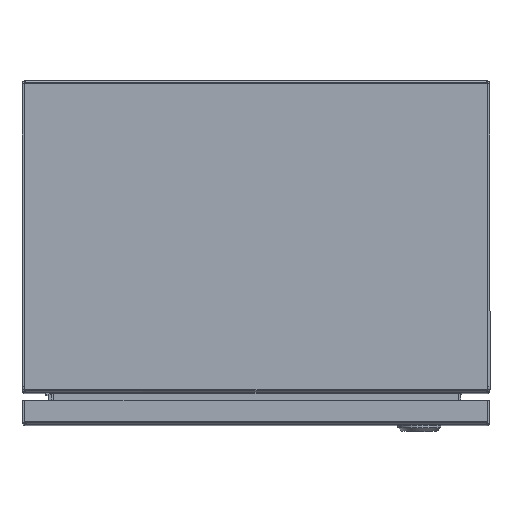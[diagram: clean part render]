
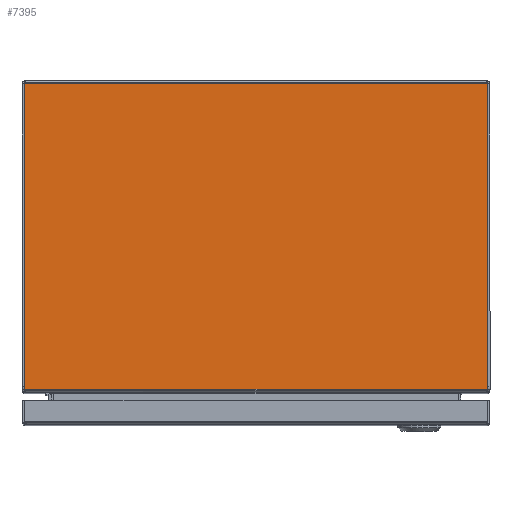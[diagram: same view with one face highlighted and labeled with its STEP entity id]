
A CAD part, top view. The second image highlights one B-rep face of the part: STEP entity #7395.
In plain terms, the highlighted planar face has unit normal (0, 0, 1).
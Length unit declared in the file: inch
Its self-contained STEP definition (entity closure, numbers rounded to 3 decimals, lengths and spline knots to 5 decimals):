
#574 = ORIENTED_EDGE ( 'NONE', *, *, #15223, .F. ) ;
#612 = LINE ( 'NONE', #10676, #6425 ) ;
#697 = CARTESIAN_POINT ( 'NONE',  ( -5.94289, -0.086, 10. ) ) ;
#769 = ORIENTED_EDGE ( 'NONE', *, *, #7466, .F. ) ;
#1274 = FACE_OUTER_BOUND ( 'NONE', #9479, .T. ) ;
#1392 = EDGE_CURVE ( 'NONE', #15408, #21351, #12413, .T. ) ;
#1528 = VERTEX_POINT ( 'NONE', #7647 ) ;
#1718 = ORIENTED_EDGE ( 'NONE', *, *, #18717, .F. ) ;
#2337 = DIRECTION ( 'NONE',  ( -1., 0., 0. ) ) ;
#2366 = DIRECTION ( 'NONE',  ( 0., 1., 0. ) ) ;
#2925 = DIRECTION ( 'NONE',  ( 0., 0., -1. ) ) ;
#4408 = CARTESIAN_POINT ( 'NONE',  ( 41.4415, -0.057, 10. ) ) ;
#4537 = CARTESIAN_POINT ( 'NONE',  ( 5.94289, -0.057, 10. ) ) ;
#4829 = CIRCLE ( 'NONE', #16913, 0.25 ) ;
#4858 = DIRECTION ( 'NONE',  ( 0., -1., 0. ) ) ;
#5576 = DIRECTION ( 'NONE',  ( 1., 0., 0. ) ) ;
#5801 = VECTOR ( 'NONE', #20153, 39.37008 ) ;
#6064 = CARTESIAN_POINT ( 'NONE',  ( -5.69289, -7.85258, 10. ) ) ;
#6328 = AXIS2_PLACEMENT_3D ( 'NONE', #7144, #14058, #2366 ) ;
#6425 = VECTOR ( 'NONE', #5576, 39.37008 ) ;
#7114 = CARTESIAN_POINT ( 'NONE',  ( 41.4415, -7.914, 10. ) ) ;
#7144 = CARTESIAN_POINT ( 'NONE',  ( 5.69289, -7.85258, 10. ) ) ;
#7395 = ADVANCED_FACE ( 'NONE', ( #1274 ), #15873, .F. ) ;
#7466 = EDGE_CURVE ( 'NONE', #12533, #19749, #612, .T. ) ;
#7590 = DIRECTION ( 'NONE',  ( 0., 1., 0. ) ) ;
#7647 = CARTESIAN_POINT ( 'NONE',  ( 5.94289, -7.85258, 10. ) ) ;
#9084 = CIRCLE ( 'NONE', #6328, 0.25 ) ;
#9479 = EDGE_LOOP ( 'NONE', ( #1718, #18060, #16939, #17197, #769, #574 ) ) ;
#10338 = VECTOR ( 'NONE', #4858, 39.37008 ) ;
#10676 = CARTESIAN_POINT ( 'NONE',  ( -5.914, -0.086, 10. ) ) ;
#11062 = CARTESIAN_POINT ( 'NONE',  ( 5.94289, -0.086, 10. ) ) ;
#12413 = LINE ( 'NONE', #7114, #12921 ) ;
#12469 = CARTESIAN_POINT ( 'NONE',  ( 5.93523, -7.914, 10. ) ) ;
#12533 = VERTEX_POINT ( 'NONE', #697 ) ;
#12921 = VECTOR ( 'NONE', #2337, 39.37008 ) ;
#12947 = VERTEX_POINT ( 'NONE', #19368 ) ;
#12960 = CARTESIAN_POINT ( 'NONE',  ( -5.93523, -7.914, 10. ) ) ;
#14058 = DIRECTION ( 'NONE',  ( 0., 0., -1. ) ) ;
#14274 = LINE ( 'NONE', #4537, #10338 ) ;
#14370 = AXIS2_PLACEMENT_3D ( 'NONE', #4408, #17399, #14471 ) ;
#14471 = DIRECTION ( 'NONE',  ( 0., 1., 0. ) ) ;
#15223 = EDGE_CURVE ( 'NONE', #12947, #12533, #16359, .T. ) ;
#15408 = VERTEX_POINT ( 'NONE', #12469 ) ;
#15873 = PLANE ( 'NONE',  #14370 ) ;
#16359 = LINE ( 'NONE', #21358, #5801 ) ;
#16363 = EDGE_CURVE ( 'NONE', #19749, #1528, #14274, .T. ) ;
#16913 = AXIS2_PLACEMENT_3D ( 'NONE', #6064, #2925, #7590 ) ;
#16939 = ORIENTED_EDGE ( 'NONE', *, *, #20767, .F. ) ;
#17197 = ORIENTED_EDGE ( 'NONE', *, *, #16363, .F. ) ;
#17399 = DIRECTION ( 'NONE',  ( 0., 0., -1. ) ) ;
#18060 = ORIENTED_EDGE ( 'NONE', *, *, #1392, .F. ) ;
#18717 = EDGE_CURVE ( 'NONE', #21351, #12947, #4829, .T. ) ;
#19368 = CARTESIAN_POINT ( 'NONE',  ( -5.94289, -7.85258, 10. ) ) ;
#19749 = VERTEX_POINT ( 'NONE', #11062 ) ;
#20153 = DIRECTION ( 'NONE',  ( 0., 1., 0. ) ) ;
#20767 = EDGE_CURVE ( 'NONE', #1528, #15408, #9084, .T. ) ;
#21351 = VERTEX_POINT ( 'NONE', #12960 ) ;
#21358 = CARTESIAN_POINT ( 'NONE',  ( -5.94289, -0.057, 10. ) ) ;
